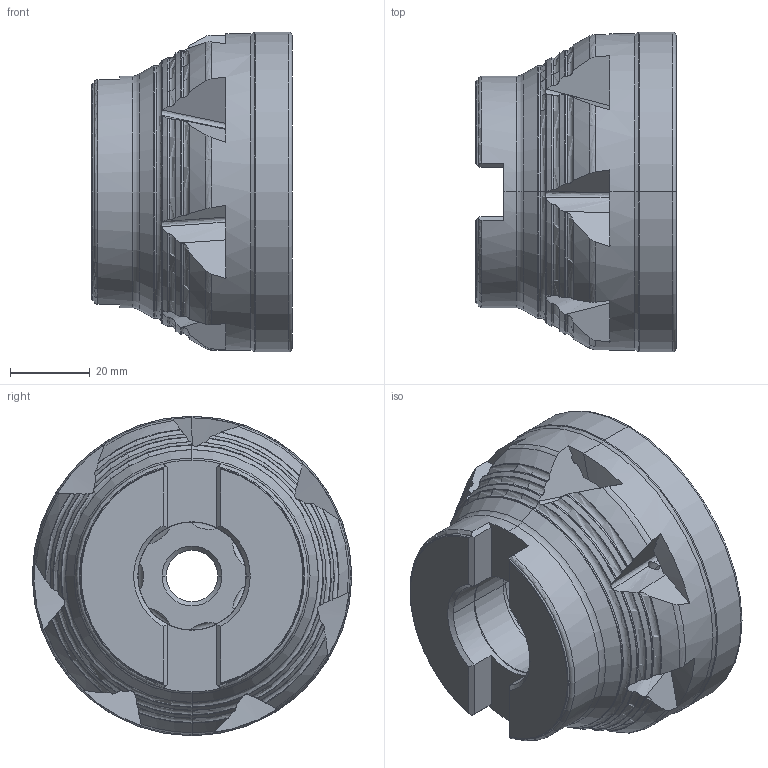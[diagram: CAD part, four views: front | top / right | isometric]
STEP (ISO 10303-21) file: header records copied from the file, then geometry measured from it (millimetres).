
FILE_DESCRIPTION (( 'STEP AP214' ), '1' );
FILE_NAME ('90PP-080-853-7.STEP', '2011-11-23T14:58:49', ( '' ), ( '' ), 'SwSTEP 2.0', 'SolidWorks 2010', '' );
FILE_SCHEMA (( 'AUTOMOTIVE_DESIGN' ));
Length unit declared in the file: millimetre
Products named in the file (1): 90PP-080-853-7
Bounding box: 50.05 x 80 x 80 mm (x, y, z)
Volume: 157416.7 mm3; surface area: 28238.1 mm2
Topology: 1 solids, 8 shells, 360 faces, 981 edges, 625 vertices
Faces by surface type: torus 126, cylinder 81, cone 70, plane 69, bspline 14
Entity records: 12946 total; most frequent: CARTESIAN_POINT 4529, ORIENTED_EDGE 1962, DIRECTION 1551, EDGE_CURVE 981, AXIS2_PLACEMENT_3D 686, VERTEX_POINT 625, B_SPLINE_CURVE_WITH_KNOTS 429, EDGE_LOOP 364
